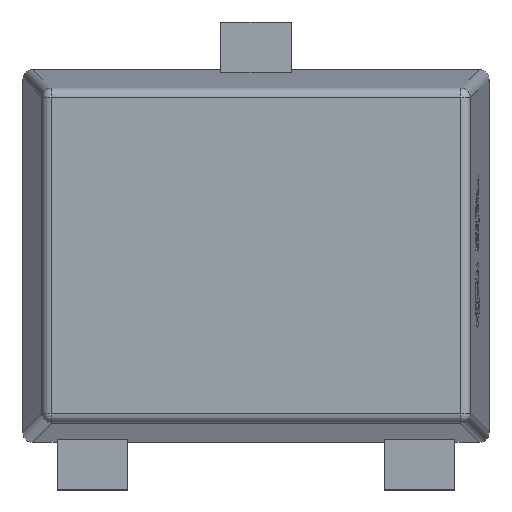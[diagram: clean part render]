
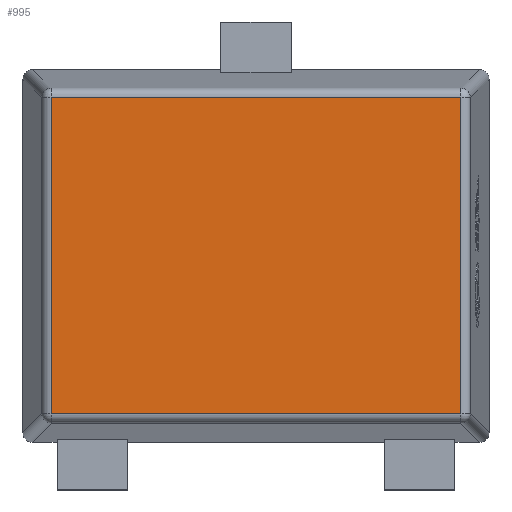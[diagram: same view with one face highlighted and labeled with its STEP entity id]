
A CAD part, top view. The second image highlights one B-rep face of the part: STEP entity #995.
In plain terms, the highlighted planar face has unit normal (0, 0, 1).
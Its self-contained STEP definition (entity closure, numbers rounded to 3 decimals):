
#396 = VERTEX_POINT ( 'NONE', #11700 ) ;
#835 = DIRECTION ( 'NONE',  ( 1., 0., 0. ) ) ;
#995 = ADVANCED_FACE ( 'NONE', ( #12290 ), #10989, .T. ) ;
#1401 = CARTESIAN_POINT ( 'NONE',  ( 0.438, -0.338, 0.51 ) ) ;
#3015 = EDGE_CURVE ( 'NONE', #15879, #396, #11354, .T. ) ;
#3559 = DIRECTION ( 'NONE',  ( -1., 0., 0. ) ) ;
#3612 = VECTOR ( 'NONE', #10700, 1000. ) ;
#3717 = CARTESIAN_POINT ( 'NONE',  ( 0., 0.338, 0.51 ) ) ;
#3732 = DIRECTION ( 'NONE',  ( 0., -1., 0. ) ) ;
#4032 = VECTOR ( 'NONE', #11488, 1000. ) ;
#4799 = CARTESIAN_POINT ( 'NONE',  ( 0., 0., 0.51 ) ) ;
#5420 = EDGE_CURVE ( 'NONE', #7457, #6300, #12948, .T. ) ;
#6300 = VERTEX_POINT ( 'NONE', #1401 ) ;
#7022 = VECTOR ( 'NONE', #3732, 1000. ) ;
#7457 = VERTEX_POINT ( 'NONE', #9705 ) ;
#7505 = CARTESIAN_POINT ( 'NONE',  ( -0.438, 0., 0.51 ) ) ;
#7966 = VECTOR ( 'NONE', #3559, 1000. ) ;
#8209 = EDGE_CURVE ( 'NONE', #6300, #15879, #8971, .T. ) ;
#8520 = DIRECTION ( 'NONE',  ( 0., 0., 1. ) ) ;
#8971 = LINE ( 'NONE', #15190, #3612 ) ;
#9224 = ORIENTED_EDGE ( 'NONE', *, *, #5420, .T. ) ;
#9705 = CARTESIAN_POINT ( 'NONE',  ( -0.438, -0.338, 0.51 ) ) ;
#10040 = CARTESIAN_POINT ( 'NONE',  ( 0.438, 0.338, 0.51 ) ) ;
#10700 = DIRECTION ( 'NONE',  ( 0., 1., 0. ) ) ;
#10989 = PLANE ( 'NONE',  #15038 ) ;
#11354 = LINE ( 'NONE', #3717, #7966 ) ;
#11448 = EDGE_LOOP ( 'NONE', ( #9224, #14823, #14249, #13937 ) ) ;
#11488 = DIRECTION ( 'NONE',  ( 1., 0., 0. ) ) ;
#11700 = CARTESIAN_POINT ( 'NONE',  ( -0.438, 0.338, 0.51 ) ) ;
#12192 = EDGE_CURVE ( 'NONE', #396, #7457, #15205, .T. ) ;
#12290 = FACE_OUTER_BOUND ( 'NONE', #11448, .T. ) ;
#12948 = LINE ( 'NONE', #15315, #4032 ) ;
#13937 = ORIENTED_EDGE ( 'NONE', *, *, #12192, .T. ) ;
#14249 = ORIENTED_EDGE ( 'NONE', *, *, #3015, .T. ) ;
#14823 = ORIENTED_EDGE ( 'NONE', *, *, #8209, .T. ) ;
#15038 = AXIS2_PLACEMENT_3D ( 'NONE', #4799, #8520, #835 ) ;
#15190 = CARTESIAN_POINT ( 'NONE',  ( 0.438, 0., 0.51 ) ) ;
#15205 = LINE ( 'NONE', #7505, #7022 ) ;
#15315 = CARTESIAN_POINT ( 'NONE',  ( 0., -0.338, 0.51 ) ) ;
#15879 = VERTEX_POINT ( 'NONE', #10040 ) ;
